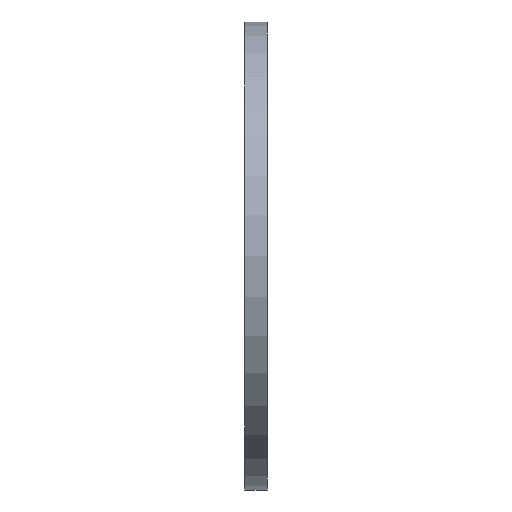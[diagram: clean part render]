
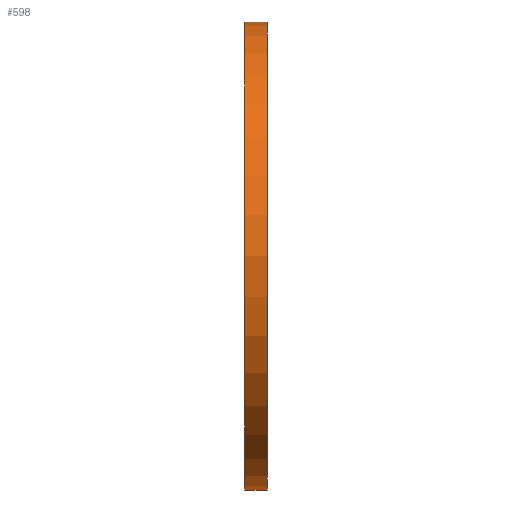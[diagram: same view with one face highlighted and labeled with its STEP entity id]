
A CAD part, left-side view. The second image highlights one B-rep face of the part: STEP entity #598.
In plain terms, the highlighted cylindrical face has radius 41 mm (diameter 82 mm), a partial arc.
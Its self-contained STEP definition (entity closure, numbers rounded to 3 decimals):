
#308 = DIRECTION ( 'NONE',  ( 0., 1., 0. ) ) ;
#439 = CARTESIAN_POINT ( 'NONE',  ( 0., 4., 41. ) ) ;
#543 = CARTESIAN_POINT ( 'NONE',  ( 0., 0., -41. ) ) ;
#598 = ADVANCED_FACE ( 'NONE', ( #2588 ), #4043, .T. ) ;
#599 = EDGE_CURVE ( 'NONE', #3398, #2766, #3053, .T. ) ;
#633 = DIRECTION ( 'NONE',  ( 0., 1., 0. ) ) ;
#691 = AXIS2_PLACEMENT_3D ( 'NONE', #1749, #308, #4612 ) ;
#817 = CIRCLE ( 'NONE', #2172, 41. ) ;
#855 = DIRECTION ( 'NONE',  ( 0., -1., 0. ) ) ;
#924 = VECTOR ( 'NONE', #2958, 1000. ) ;
#925 = EDGE_CURVE ( 'NONE', #3398, #2672, #817, .T. ) ;
#1323 = ORIENTED_EDGE ( 'NONE', *, *, #925, .F. ) ;
#1749 = CARTESIAN_POINT ( 'NONE',  ( 0., 0., 0. ) ) ;
#1948 = DIRECTION ( 'NONE',  ( 0., 0., -1. ) ) ;
#1972 = CARTESIAN_POINT ( 'NONE',  ( 0., 4., 0. ) ) ;
#2172 = AXIS2_PLACEMENT_3D ( 'NONE', #3207, #633, #4643 ) ;
#2269 = VERTEX_POINT ( 'NONE', #3944 ) ;
#2296 = CARTESIAN_POINT ( 'NONE',  ( 0., 4., -41. ) ) ;
#2306 = LINE ( 'NONE', #439, #924 ) ;
#2588 = FACE_OUTER_BOUND ( 'NONE', #4079, .T. ) ;
#2671 = ORIENTED_EDGE ( 'NONE', *, *, #599, .T. ) ;
#2672 = VERTEX_POINT ( 'NONE', #3726 ) ;
#2698 = VECTOR ( 'NONE', #3810, 1000. ) ;
#2723 = CIRCLE ( 'NONE', #691, 41. ) ;
#2766 = VERTEX_POINT ( 'NONE', #543 ) ;
#2958 = DIRECTION ( 'NONE',  ( 0., -1., 0. ) ) ;
#3053 = LINE ( 'NONE', #2296, #2698 ) ;
#3077 = CARTESIAN_POINT ( 'NONE',  ( 0., 4., -41. ) ) ;
#3207 = CARTESIAN_POINT ( 'NONE',  ( 0., 4., 0. ) ) ;
#3398 = VERTEX_POINT ( 'NONE', #3077 ) ;
#3465 = EDGE_CURVE ( 'NONE', #2766, #2269, #2723, .T. ) ;
#3726 = CARTESIAN_POINT ( 'NONE',  ( 0., 4., 41. ) ) ;
#3810 = DIRECTION ( 'NONE',  ( 0., -1., 0. ) ) ;
#3835 = ORIENTED_EDGE ( 'NONE', *, *, #3907, .F. ) ;
#3907 = EDGE_CURVE ( 'NONE', #2672, #2269, #2306, .T. ) ;
#3944 = CARTESIAN_POINT ( 'NONE',  ( 0., 0., 41. ) ) ;
#3951 = ORIENTED_EDGE ( 'NONE', *, *, #3465, .T. ) ;
#4043 = CYLINDRICAL_SURFACE ( 'NONE', #4294, 41. ) ;
#4079 = EDGE_LOOP ( 'NONE', ( #3835, #1323, #2671, #3951 ) ) ;
#4294 = AXIS2_PLACEMENT_3D ( 'NONE', #1972, #855, #1948 ) ;
#4612 = DIRECTION ( 'NONE',  ( 0., 0., 1. ) ) ;
#4643 = DIRECTION ( 'NONE',  ( 0., 0., 1. ) ) ;
